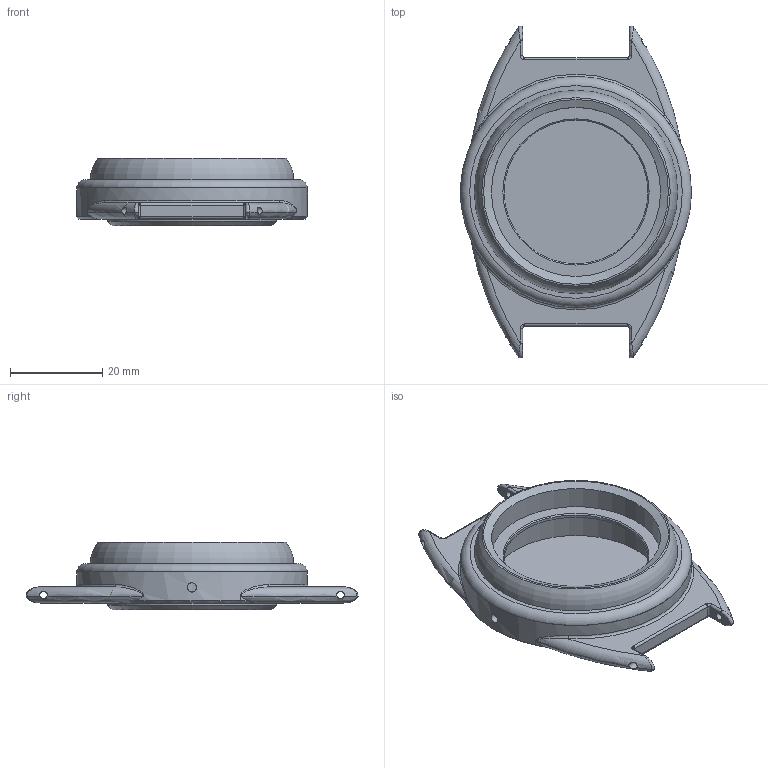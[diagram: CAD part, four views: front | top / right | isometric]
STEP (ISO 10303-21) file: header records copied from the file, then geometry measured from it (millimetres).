
FILE_DESCRIPTION((''),'2;1');
FILE_NAME('Part1,J,V.stp','2012-10-01T18:27:57',('James'),(''),'Autodesk Inventor 2012','Autodesk Inventor 2012','');
FILE_SCHEMA(('AUTOMOTIVE_DESIGN { 1 0 10303 214 1 1 1 1 }'));
Length unit declared in the file: millimetre
Products named in the file (1): Part1,J,V
Bounding box: 50 x 71.85 x 14.69 mm (x, y, z)
Volume: 13144 mm3; surface area: 11327.1 mm2
Topology: 4 solids, 4 shells, 91 faces, 231 edges, 144 vertices
Faces by surface type: cylinder 29, torus 20, bspline 20, plane 16, cone 6
Full cylindrical faces by diameter (mm): 1.616 x4, 2 x1, 31.14 x1, 36.6 x3, 44 x2, 50 x1
Entity records: 3978 total; most frequent: CARTESIAN_POINT 1920, ORIENTED_EDGE 410, DIRECTION 388, EDGE_CURVE 205, AXIS2_PLACEMENT_3D 178, VERTEX_POINT 137, EDGE_LOOP 120, CIRCLE 107
